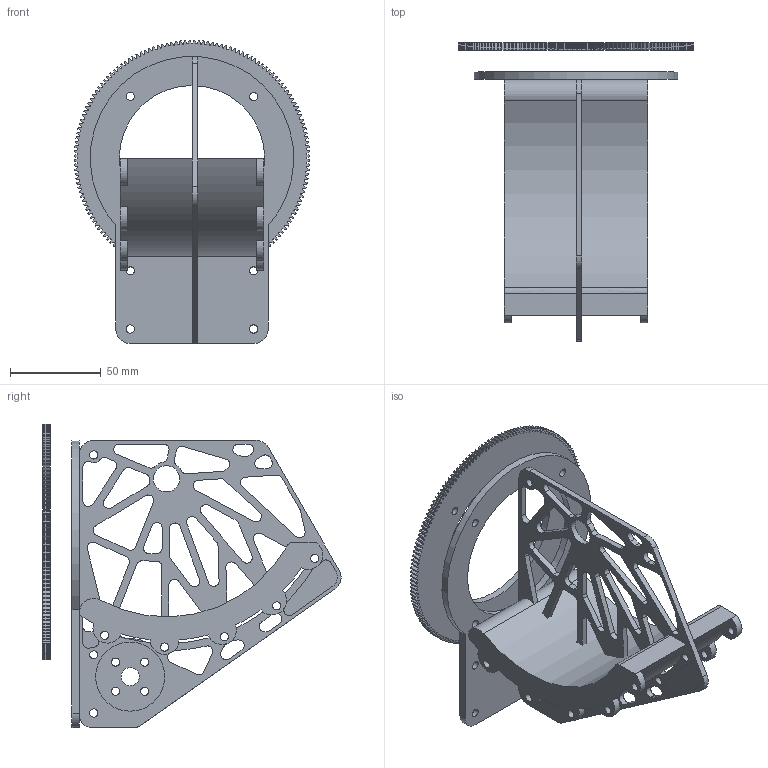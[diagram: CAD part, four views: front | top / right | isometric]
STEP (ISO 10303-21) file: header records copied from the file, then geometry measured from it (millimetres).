
FILE_DESCRIPTION(/* description */ ('STEP AP242','CAx-IF Rec.Pracs.---Representation and Presentation of Product Manufacturing Information (PMI)---4.0---2014-10-13','CAx-IF Rec.Pracs.---3D Tessellated Geometry---0.4---2014-09-14','2;1'),/* implementation_level */ '2;1');
FILE_NAME(/* name */ '6676200d0f7cd2336f91a0a1',/* time_stamp */ '2024-06-22T00:51:27Z',/* author */ (''),/* organization */ (''),/* preprocessor_version */ 'ST-DEVELOPER v20',/* originating_system */ ' ',/* authorisation */ ' ');
FILE_SCHEMA (('AP242_MANAGED_MODEL_BASED_3D_ENGINEERING_MIM_LF { 1 0 10303 442 1 1 4 }'));
Length unit declared in the file: metre
Products named in the file (5): Fat Gear; Left Plate; Right Plate; Shloop; Mount
Bounding box: 129.59 x 164.08 x 166.78 mm (x, y, z)
Volume: 266522.6 mm3; surface area: 119918 mm2
Topology: 5 solids, 5 shells, 1410 faces, 4202 edges, 2802 vertices
Faces by surface type: cylinder 923, bspline 324, plane 163
Full cylindrical faces by diameter (mm): 4.5 x42, 10 x1, 14.5 x2, 38 x1, 80 x2
Entity records: 51645 total; most frequent: CARTESIAN_POINT 13885, ORIENTED_EDGE 8300, DIRECTION 7542, EDGE_CURVE 4150, AXIS2_PLACEMENT_3D 2955, VERTEX_POINT 2798, CIRCLE 1864, EDGE_LOOP 1644
